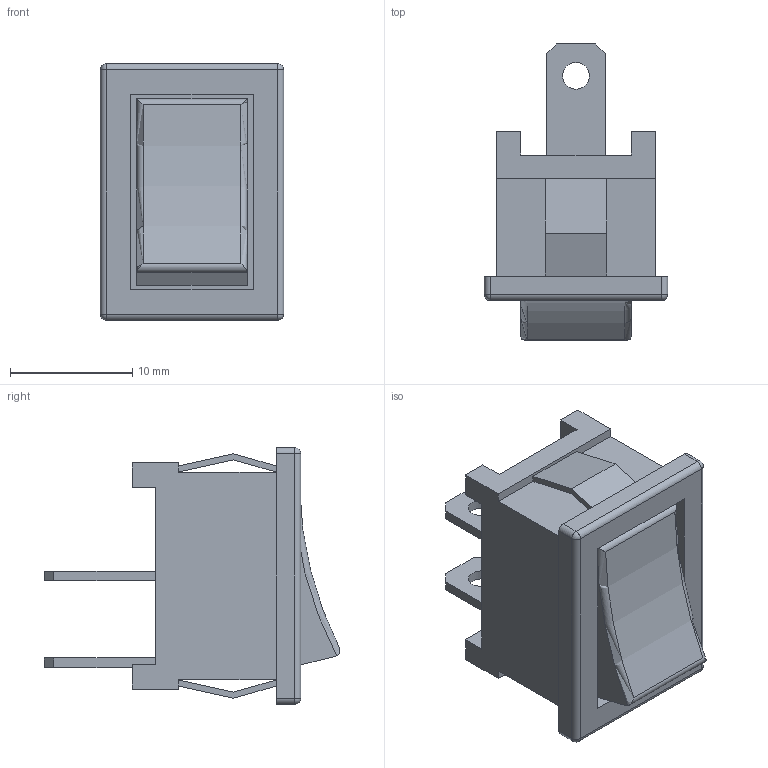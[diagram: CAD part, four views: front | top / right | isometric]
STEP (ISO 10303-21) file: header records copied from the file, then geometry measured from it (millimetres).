
FILE_DESCRIPTION(('FreeCAD Model'),'2;1');
FILE_NAME('TRU_TC-R13-66A-02.step','2021-01-25T21:35:14',('Author'),(''), 'Open CASCADE STEP processor 7.3','FreeCAD','Unknown');
FILE_SCHEMA(('AUTOMOTIVE_DESIGN { 1 0 10303 214 1 1 1 1 }'));
Length unit declared in the file: millimetre
Products named in the file (1): TRU_TC-R13-66A-02
Bounding box: 15 x 24.21 x 21 mm (x, y, z)
Volume: 3238.9 mm3; surface area: 2553.5 mm2
Topology: 7 solids, 7 shells, 88 faces, 214 edges, 136 vertices
Faces by surface type: plane 69, cylinder 13, sphere 4, torus 2
Full cylindrical faces by diameter (mm): 2.2 x2
Entity records: 6041 total; most frequent: CARTESIAN_POINT 1169, DIRECTION 771, LINE 532, VECTOR 532, ORIENTED_EDGE 420, PCURVE 420, DEFINITIONAL_REPRESENTATION 420, EDGE_CURVE 210
